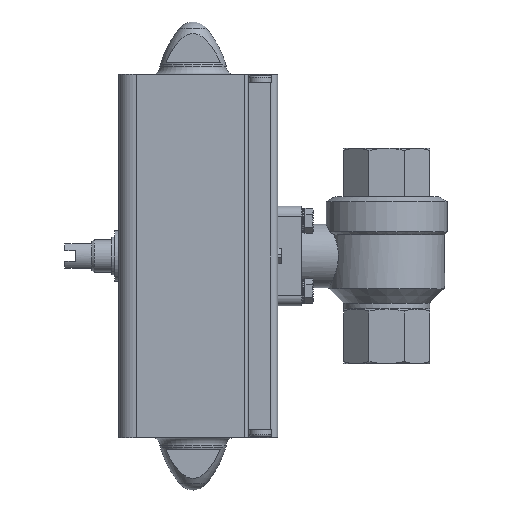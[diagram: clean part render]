
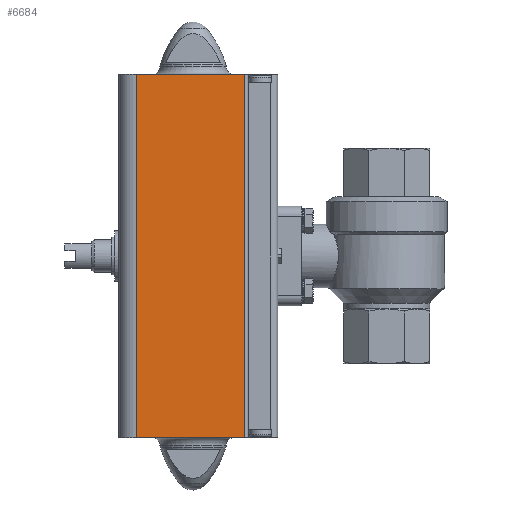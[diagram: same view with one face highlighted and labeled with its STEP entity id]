
A CAD part, left-side view. The second image highlights one B-rep face of the part: STEP entity #6684.
In plain terms, the highlighted planar face has unit normal (-1, 0, 0).
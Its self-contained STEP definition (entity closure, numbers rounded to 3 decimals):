
#301=PLANE('',#7217);
#594=LINE('',#10222,#1144);
#595=LINE('',#10225,#1145);
#596=LINE('',#10227,#1146);
#597=LINE('',#10229,#1147);
#1144=VECTOR('',#8091,1000.);
#1145=VECTOR('',#8092,1000.);
#1146=VECTOR('',#8093,1000.);
#1147=VECTOR('',#8094,1000.);
#1748=ORIENTED_EDGE('',*,*,#3588,.T.);
#1749=ORIENTED_EDGE('',*,*,#3589,.F.);
#1750=ORIENTED_EDGE('',*,*,#3590,.F.);
#1751=ORIENTED_EDGE('',*,*,#3591,.T.);
#3588=EDGE_CURVE('',#4502,#4503,#594,.T.);
#3589=EDGE_CURVE('',#4504,#4503,#595,.T.);
#3590=EDGE_CURVE('',#4505,#4504,#596,.T.);
#3591=EDGE_CURVE('',#4505,#4502,#597,.T.);
#4502=VERTEX_POINT('',#10223);
#4503=VERTEX_POINT('',#10224);
#4504=VERTEX_POINT('',#10226);
#4505=VERTEX_POINT('',#10228);
#5405=EDGE_LOOP('',(#1748,#1749,#1750,#1751));
#5991=FACE_BOUND('',#5405,.T.);
#6684=ADVANCED_FACE('',(#5991),#301,.F.);
#7217=AXIS2_PLACEMENT_3D('',#10221,#8089,#8090);
#8089=DIRECTION('',(1.,0.,0.));
#8090=DIRECTION('',(0.,0.,-1.));
#8091=DIRECTION('',(0.,-1.,0.));
#8092=DIRECTION('',(0.,0.,-1.));
#8093=DIRECTION('',(0.,-1.,0.));
#8094=DIRECTION('',(0.,0.,-1.));
#10221=CARTESIAN_POINT('',(-27.7,21.2,67.5));
#10222=CARTESIAN_POINT('',(-27.7,21.2,-67.5));
#10223=CARTESIAN_POINT('',(-27.7,21.2,-67.5));
#10224=CARTESIAN_POINT('',(-27.7,-19.3,-67.5));
#10225=CARTESIAN_POINT('',(-27.7,-19.3,67.5));
#10226=CARTESIAN_POINT('',(-27.7,-19.3,67.5));
#10227=CARTESIAN_POINT('',(-27.7,21.2,67.5));
#10228=CARTESIAN_POINT('',(-27.7,21.2,67.5));
#10229=CARTESIAN_POINT('',(-27.7,21.2,67.5));
